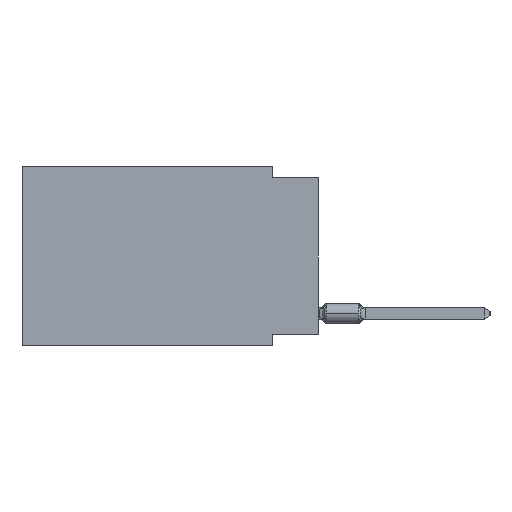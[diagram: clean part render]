
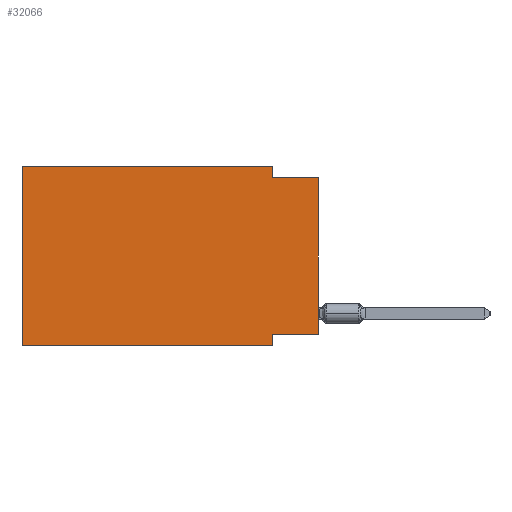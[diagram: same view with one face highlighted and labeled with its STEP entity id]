
A CAD part, left-side view. The second image highlights one B-rep face of the part: STEP entity #32066.
In plain terms, the highlighted planar face has unit normal (-1, 0, 0).
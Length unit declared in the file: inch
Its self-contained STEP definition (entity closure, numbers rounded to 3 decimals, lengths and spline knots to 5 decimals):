
#2056 = CARTESIAN_POINT ( 'NONE',  ( 0., 0.1, -0.39 ) ) ;
#4555 = CARTESIAN_POINT ( 'NONE',  ( 0., 0.1, -0.025 ) ) ;
#4955 = LINE ( 'NONE', #11048, #31844 ) ;
#6332 = CARTESIAN_POINT ( 'NONE',  ( 0., 0., -0.025 ) ) ;
#7385 = EDGE_CURVE ( 'NONE', #20838, #74464, #39332, .T. ) ;
#8272 = LINE ( 'NONE', #44672, #60775 ) ;
#11048 = CARTESIAN_POINT ( 'NONE',  ( 0., 0.645, 0. ) ) ;
#13557 = LINE ( 'NONE', #69295, #49049 ) ;
#14948 = ORIENTED_EDGE ( 'NONE', *, *, #15295, .F. ) ;
#15295 = EDGE_CURVE ( 'NONE', #65052, #20838, #23178, .T. ) ;
#19080 = CARTESIAN_POINT ( 'NONE',  ( 0., 0.645, 0. ) ) ;
#20074 = CARTESIAN_POINT ( 'NONE',  ( 0., 0.1, 0. ) ) ;
#20228 = CARTESIAN_POINT ( 'NONE',  ( 0., 0., -0.365 ) ) ;
#20598 = EDGE_CURVE ( 'NONE', #30485, #38661, #13557, .T. ) ;
#20761 = CARTESIAN_POINT ( 'NONE',  ( 0., 0., -0.025 ) ) ;
#20838 = VERTEX_POINT ( 'NONE', #4555 ) ;
#21870 = EDGE_CURVE ( 'NONE', #65869, #65052, #8272, .T. ) ;
#22176 = CARTESIAN_POINT ( 'NONE',  ( 0., 0.645, -0.39 ) ) ;
#22945 = AXIS2_PLACEMENT_3D ( 'NONE', #56870, #26177, #50822 ) ;
#23178 = LINE ( 'NONE', #48219, #71483 ) ;
#24440 = VECTOR ( 'NONE', #55836, 39.37008 ) ;
#24959 = VERTEX_POINT ( 'NONE', #45769 ) ;
#26177 = DIRECTION ( 'NONE',  ( 1., 0., 0. ) ) ;
#29086 = LINE ( 'NONE', #65436, #79886 ) ;
#30485 = VERTEX_POINT ( 'NONE', #22176 ) ;
#31844 = VECTOR ( 'NONE', #54267, 39.37008 ) ;
#32066 = ADVANCED_FACE ( 'NONE', ( #75438 ), #32242, .F. ) ;
#32135 = DIRECTION ( 'NONE',  ( 0., -1., 0. ) ) ;
#32242 = PLANE ( 'NONE',  #22945 ) ;
#32543 = DIRECTION ( 'NONE',  ( 0., -1., 0. ) ) ;
#34042 = ORIENTED_EDGE ( 'NONE', *, *, #45121, .T. ) ;
#34924 = EDGE_CURVE ( 'NONE', #78208, #24959, #62626, .T. ) ;
#35600 = ORIENTED_EDGE ( 'NONE', *, *, #34924, .F. ) ;
#38661 = VERTEX_POINT ( 'NONE', #43786 ) ;
#39332 = LINE ( 'NONE', #20761, #67010 ) ;
#42040 = EDGE_CURVE ( 'NONE', #30485, #65869, #4955, .T. ) ;
#43786 = CARTESIAN_POINT ( 'NONE',  ( 0., 0.1, -0.39 ) ) ;
#44672 = CARTESIAN_POINT ( 'NONE',  ( 0., 0.645, 0. ) ) ;
#45121 = EDGE_CURVE ( 'NONE', #78208, #74464, #29086, .T. ) ;
#45395 = DIRECTION ( 'NONE',  ( 0., -1., 0. ) ) ;
#45404 = EDGE_CURVE ( 'NONE', #24959, #38661, #67968, .T. ) ;
#45769 = CARTESIAN_POINT ( 'NONE',  ( 0., 0.1, -0.365 ) ) ;
#46162 = ORIENTED_EDGE ( 'NONE', *, *, #42040, .F. ) ;
#47166 = ORIENTED_EDGE ( 'NONE', *, *, #7385, .F. ) ;
#48219 = CARTESIAN_POINT ( 'NONE',  ( 0., 0.1, 0. ) ) ;
#49049 = VECTOR ( 'NONE', #32135, 39.37008 ) ;
#50822 = DIRECTION ( 'NONE',  ( 0., 0., -1. ) ) ;
#51863 = CARTESIAN_POINT ( 'NONE',  ( 0., 0., -0.365 ) ) ;
#52913 = DIRECTION ( 'NONE',  ( 0., 0., 1. ) ) ;
#53870 = DIRECTION ( 'NONE',  ( 0., 0., -1. ) ) ;
#54267 = DIRECTION ( 'NONE',  ( 0., 0., 1. ) ) ;
#54486 = VECTOR ( 'NONE', #75923, 39.37008 ) ;
#55836 = DIRECTION ( 'NONE',  ( 0., 0., -1. ) ) ;
#56870 = CARTESIAN_POINT ( 'NONE',  ( 0., 0.645, 0. ) ) ;
#60775 = VECTOR ( 'NONE', #32543, 39.37008 ) ;
#62626 = LINE ( 'NONE', #20228, #54486 ) ;
#62999 = ORIENTED_EDGE ( 'NONE', *, *, #21870, .F. ) ;
#65052 = VERTEX_POINT ( 'NONE', #20074 ) ;
#65436 = CARTESIAN_POINT ( 'NONE',  ( 0., 0., 0. ) ) ;
#65869 = VERTEX_POINT ( 'NONE', #19080 ) ;
#67010 = VECTOR ( 'NONE', #45395, 39.37008 ) ;
#67968 = LINE ( 'NONE', #2056, #24440 ) ;
#69295 = CARTESIAN_POINT ( 'NONE',  ( 0., 0.645, -0.39 ) ) ;
#71483 = VECTOR ( 'NONE', #53870, 39.37008 ) ;
#74052 = ORIENTED_EDGE ( 'NONE', *, *, #20598, .T. ) ;
#74464 = VERTEX_POINT ( 'NONE', #6332 ) ;
#75438 = FACE_OUTER_BOUND ( 'NONE', #79417, .T. ) ;
#75923 = DIRECTION ( 'NONE',  ( 0., 1., 0. ) ) ;
#77136 = ORIENTED_EDGE ( 'NONE', *, *, #45404, .F. ) ;
#78208 = VERTEX_POINT ( 'NONE', #51863 ) ;
#79417 = EDGE_LOOP ( 'NONE', ( #34042, #47166, #14948, #62999, #46162, #74052, #77136, #35600 ) ) ;
#79886 = VECTOR ( 'NONE', #52913, 39.37008 ) ;
